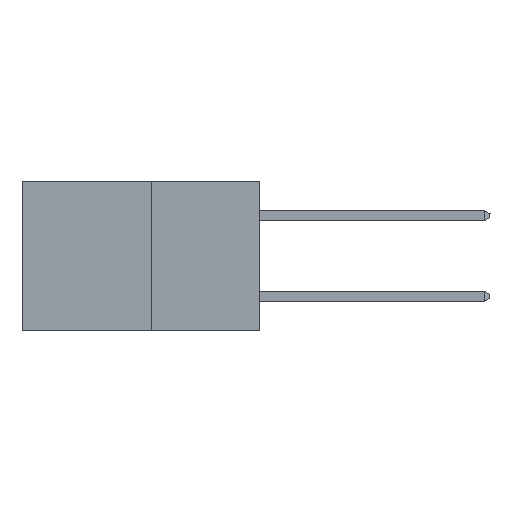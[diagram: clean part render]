
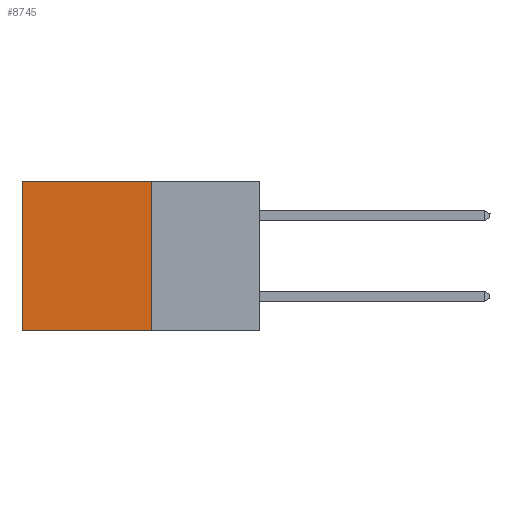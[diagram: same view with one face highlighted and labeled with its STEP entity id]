
A CAD part, left-side view. The second image highlights one B-rep face of the part: STEP entity #8745.
In plain terms, the highlighted planar face has unit normal (-1, 0, 0).
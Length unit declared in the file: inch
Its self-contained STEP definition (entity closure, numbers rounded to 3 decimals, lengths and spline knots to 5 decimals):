
#285 = DIRECTION ( 'NONE',  ( 0., 0., -1. ) ) ;
#744 = LINE ( 'NONE', #13073, #11832 ) ;
#821 = ORIENTED_EDGE ( 'NONE', *, *, #18240, .T. ) ;
#2039 = DIRECTION ( 'NONE',  ( 0., 0., -1. ) ) ;
#2295 = CARTESIAN_POINT ( 'NONE',  ( 0.277, 0.27, 0. ) ) ;
#3651 = LINE ( 'NONE', #18048, #20530 ) ;
#3706 = CARTESIAN_POINT ( 'NONE',  ( 0.277, 0.59, -0.37 ) ) ;
#4085 = VECTOR ( 'NONE', #27132, 39.37008 ) ;
#5338 = LINE ( 'NONE', #11336, #17052 ) ;
#7265 = VERTEX_POINT ( 'NONE', #26653 ) ;
#8745 = ADVANCED_FACE ( 'NONE', ( #24756 ), #25062, .F. ) ;
#9826 = VERTEX_POINT ( 'NONE', #2295 ) ;
#11336 = CARTESIAN_POINT ( 'NONE',  ( 0.277, 0.59, -0.37 ) ) ;
#11832 = VECTOR ( 'NONE', #2039, 39.37008 ) ;
#11947 = CARTESIAN_POINT ( 'NONE',  ( 0.277, 0.27, -0.37 ) ) ;
#13073 = CARTESIAN_POINT ( 'NONE',  ( 0.277, 0.27, -0.37 ) ) ;
#14121 = DIRECTION ( 'NONE',  ( 0., 0., -1. ) ) ;
#14947 = EDGE_LOOP ( 'NONE', ( #27841, #23678, #22883, #821 ) ) ;
#15341 = EDGE_CURVE ( 'NONE', #7265, #25601, #3651, .T. ) ;
#16212 = CARTESIAN_POINT ( 'NONE',  ( 0.277, 0.27, 0. ) ) ;
#17052 = VECTOR ( 'NONE', #285, 39.37008 ) ;
#18048 = CARTESIAN_POINT ( 'NONE',  ( 0.277, 0.27, -0.37 ) ) ;
#18240 = EDGE_CURVE ( 'NONE', #9826, #24372, #27463, .T. ) ;
#20530 = VECTOR ( 'NONE', #22433, 39.37008 ) ;
#21464 = CARTESIAN_POINT ( 'NONE',  ( 0.277, 0.59, 0. ) ) ;
#22433 = DIRECTION ( 'NONE',  ( 0., 1., 0. ) ) ;
#22883 = ORIENTED_EDGE ( 'NONE', *, *, #28107, .F. ) ;
#22963 = AXIS2_PLACEMENT_3D ( 'NONE', #11947, #27247, #14121 ) ;
#23678 = ORIENTED_EDGE ( 'NONE', *, *, #15341, .F. ) ;
#24372 = VERTEX_POINT ( 'NONE', #21464 ) ;
#24756 = FACE_OUTER_BOUND ( 'NONE', #14947, .T. ) ;
#25062 = PLANE ( 'NONE',  #22963 ) ;
#25601 = VERTEX_POINT ( 'NONE', #3706 ) ;
#26653 = CARTESIAN_POINT ( 'NONE',  ( 0.277, 0.27, -0.37 ) ) ;
#26798 = EDGE_CURVE ( 'NONE', #24372, #25601, #5338, .T. ) ;
#27132 = DIRECTION ( 'NONE',  ( 0., 1., 0. ) ) ;
#27247 = DIRECTION ( 'NONE',  ( 1., 0., 0. ) ) ;
#27463 = LINE ( 'NONE', #16212, #4085 ) ;
#27841 = ORIENTED_EDGE ( 'NONE', *, *, #26798, .T. ) ;
#28107 = EDGE_CURVE ( 'NONE', #9826, #7265, #744, .T. ) ;
